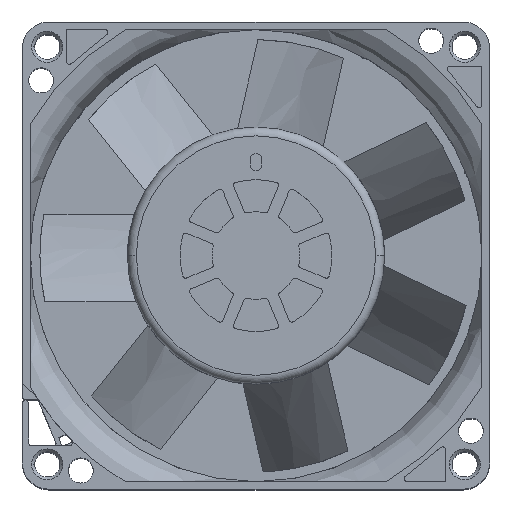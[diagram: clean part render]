
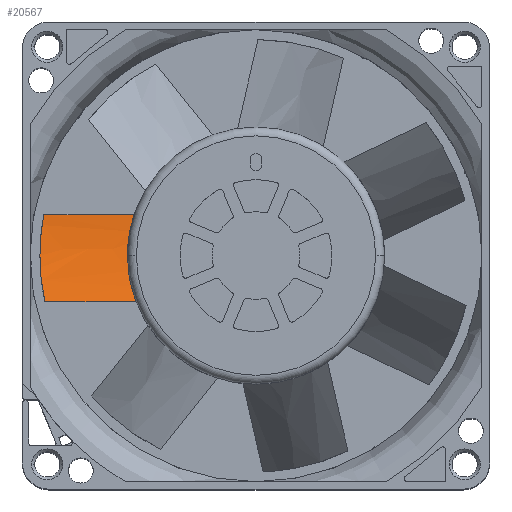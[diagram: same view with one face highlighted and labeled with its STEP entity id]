
A CAD part, top view. The second image highlights one B-rep face of the part: STEP entity #20567.
In plain terms, the highlighted face is a extrusion surface.
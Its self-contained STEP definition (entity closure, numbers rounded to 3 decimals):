
#17149=CARTESIAN_POINT('',(1.747,29.99,-3.54));
#17150=CARTESIAN_POINT('',(1.54,30.935,
-4.386));
#17151=CARTESIAN_POINT('',(1.213,32.787,
-6.145));
#17152=CARTESIAN_POINT('',(0.945,35.426,
-8.977));
#17153=CARTESIAN_POINT('',(0.892,37.09,
-11.009));
#17154=CARTESIAN_POINT('',(0.892,37.895,
-12.06));
#17156=CARTESIAN_POINT('',(0.892,37.895,
-12.06));
#17157=CARTESIAN_POINT('',(0.892,38.753,
-13.181));
#17158=CARTESIAN_POINT('',(0.952,40.433,
-15.539));
#17159=CARTESIAN_POINT('',(1.196,42.807,
-19.448));
#17160=CARTESIAN_POINT('',(1.438,44.262,
-22.311));
#17161=CARTESIAN_POINT('',(1.571,44.95,-23.81));
#17163=DIRECTION('',(1.,0.,0.));
#17164=VECTOR('',#17163,15.483);
#17165=CARTESIAN_POINT('',(1.571,44.95,-23.81));
#17166=LINE('',#17165,#17164);
#17167=CARTESIAN_POINT('',(17.054,44.95,-23.81));
#17168=CARTESIAN_POINT('',(16.837,44.306,
-22.408));
#17169=CARTESIAN_POINT('',(16.432,42.929,
-19.663));
#17170=CARTESIAN_POINT('',(15.988,40.425,
-15.517));
#17171=CARTESIAN_POINT('',(15.892,38.745,
-13.171));
#17172=CARTESIAN_POINT('',(15.892,37.895,
-12.06));
#17174=CARTESIAN_POINT('',(15.892,37.895,
-12.06));
#17175=CARTESIAN_POINT('',(15.892,37.011,
-10.905));
#17176=CARTESIAN_POINT('',(16.001,35.224,
-8.744));
#17177=CARTESIAN_POINT('',(16.479,32.614,
-5.975));
#17178=CARTESIAN_POINT('',(17.028,30.856,
-4.315));
#17179=CARTESIAN_POINT('',(17.362,29.99,-3.54));
#17181=CARTESIAN_POINT('',(1.571,44.95,-23.81));
#17193=CARTESIAN_POINT('',(1.747,29.99,-3.54));
#17195=DIRECTION('',(1.,0.,0.));
#17196=VECTOR('',#17195,15.615);
#17197=CARTESIAN_POINT('',(1.747,29.99,-3.54));
#17198=LINE('',#17197,#17196);
#17213=CARTESIAN_POINT('',(17.054,44.95,-23.81));
#19678=VERTEX_POINT('',#17193);
#19679=VERTEX_POINT('',#17181);
#19680=CARTESIAN_POINT('',(17.362,29.99,-3.54));
#19681=VERTEX_POINT('',#19680);
#19683=VERTEX_POINT('',#17213);
#19827=VERTEX_POINT('',#17156);
#19861=VERTEX_POINT('',#17172);
#20543=CARTESIAN_POINT('',(38.7,45.055,-24.041));
#20544=CARTESIAN_POINT('',(38.7,45.02,-23.964));
#20545=CARTESIAN_POINT('',(38.7,43.321,-20.243));
#20546=CARTESIAN_POINT('',(38.7,39.045,-12.867));
#20547=CARTESIAN_POINT('',(38.7,33.342,-6.529));
#20548=CARTESIAN_POINT('',(38.7,29.864,-3.427));
#20549=CARTESIAN_POINT('',(38.7,29.8,-3.371));
#20551=DIRECTION('',(-1.,0.,0.));
#20552=VECTOR('',#20551,1.);
#20553=SURFACE_OF_LINEAR_EXTRUSION('',#20550,#20552);
#20555=ORIENTED_EDGE('',*,*,#20554,.T.);
#20557=ORIENTED_EDGE('',*,*,#20556,.T.);
#20559=ORIENTED_EDGE('',*,*,#20558,.T.);
#20561=ORIENTED_EDGE('',*,*,#20560,.T.);
#20562=ORIENTED_EDGE('',*,*,#20457,.T.);
#20564=ORIENTED_EDGE('',*,*,#20563,.F.);
#20565=EDGE_LOOP('',(#20555,#20557,#20559,#20561,#20562,#20564));
#20566=FACE_OUTER_BOUND('',#20565,.F.);
#20567=ADVANCED_FACE('',(#20566),#20553,.F.);
#17155=B_SPLINE_CURVE_WITH_KNOTS('',3,(#17149,#17150,#17151,#17152,#17153,
#17154),.UNSPECIFIED.,.F.,.F.,(4,1,1,4),(0.,0.333,
0.667,1.),.UNSPECIFIED.);
#17162=B_SPLINE_CURVE_WITH_KNOTS('',3,(#17156,#17157,#17158,#17159,#17160,
#17161),.UNSPECIFIED.,.F.,.F.,(4,1,1,4),(0.,0.333,
0.667,1.),.UNSPECIFIED.);
#17173=B_SPLINE_CURVE_WITH_KNOTS('',3,(#17167,#17168,#17169,#17170,#17171,
#17172),.UNSPECIFIED.,.F.,.F.,(4,1,1,4),(0.,0.333,
0.667,1.),.UNSPECIFIED.);
#17180=B_SPLINE_CURVE_WITH_KNOTS('',3,(#17174,#17175,#17176,#17177,#17178,
#17179),.UNSPECIFIED.,.F.,.F.,(4,1,1,4),(0.,0.333,
0.667,1.),.UNSPECIFIED.);
#20457=EDGE_CURVE('',#19861,#19681,#17180,.T.);
#20550=B_SPLINE_CURVE_WITH_KNOTS('',3,(#20543,#20544,#20545,#20546,#20547,
#20548,#20549),.UNSPECIFIED.,.F.,.F.,(4,1,1,1,4),(0.,0.01,
0.468,0.99,1.),.UNSPECIFIED.);
#20554=EDGE_CURVE('',#19678,#19827,#17155,.T.);
#20556=EDGE_CURVE('',#19827,#19679,#17162,.T.);
#20558=EDGE_CURVE('',#19679,#19683,#17166,.T.);
#20560=EDGE_CURVE('',#19683,#19861,#17173,.T.);
#20563=EDGE_CURVE('',#19678,#19681,#17198,.T.);
